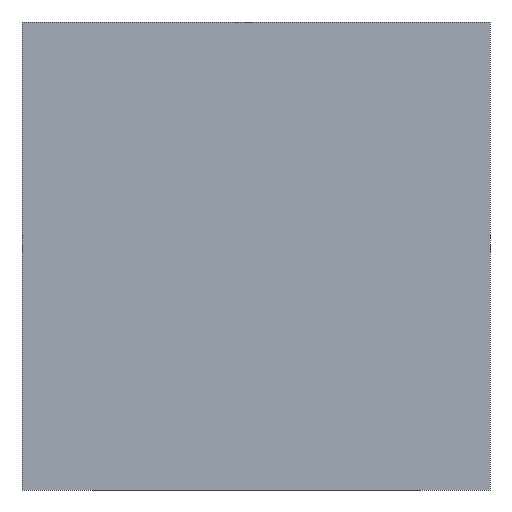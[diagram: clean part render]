
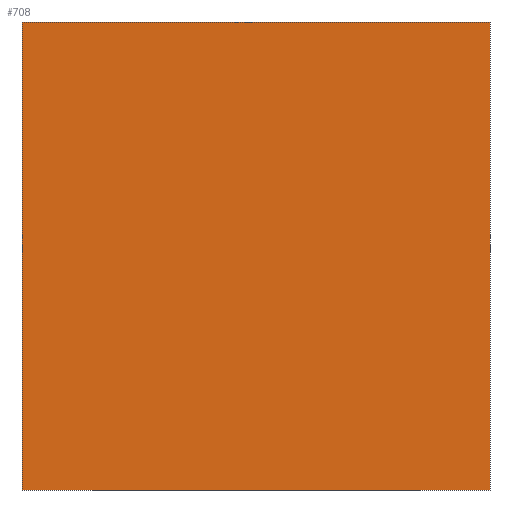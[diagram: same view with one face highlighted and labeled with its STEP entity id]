
A CAD part, front view. The second image highlights one B-rep face of the part: STEP entity #708.
In plain terms, the highlighted planar face has unit normal (0, -1, 0).
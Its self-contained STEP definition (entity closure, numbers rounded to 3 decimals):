
#645=CARTESIAN_POINT('',(9.5,-4.5,0.0));
#646=VERTEX_POINT('',#645);
#661=CARTESIAN_POINT('',(9.5,-4.5,19.0));
#662=VERTEX_POINT('',#661);
#669=CARTESIAN_POINT('',(9.5,-4.5,0.0));
#670=DIRECTION('',(0.0,0.0,1.0));
#671=VECTOR('',#670,19.0);
#672=LINE('',#669,#671);
#673=EDGE_CURVE('',#646,#662,#672,.T.);
#678=CARTESIAN_POINT('',(-9.5,-4.5,0.0));
#679=DIRECTION('',(0.0,-1.0,0.0));
#680=DIRECTION('',(1.0,0.0,0.0));
#681=AXIS2_PLACEMENT_3D('',#678,#679,#680);
#682=PLANE('',#681);
#683=CARTESIAN_POINT('',(-9.5,-4.5,0.0));
#684=VERTEX_POINT('',#683);
#685=CARTESIAN_POINT('',(9.5,-4.5,0.0));
#686=DIRECTION('',(-1.0,0.0,0.0));
#687=VECTOR('',#686,19.0);
#688=LINE('',#685,#687);
#689=EDGE_CURVE('',#646,#684,#688,.T.);
#690=ORIENTED_EDGE('',*,*,#689,.F.);
#691=ORIENTED_EDGE('',*,*,#673,.T.);
#692=CARTESIAN_POINT('',(-9.5,-4.5,19.0));
#693=VERTEX_POINT('',#692);
#694=CARTESIAN_POINT('',(-9.5,-4.5,19.0));
#695=DIRECTION('',(1.0,0.0,0.0));
#696=VECTOR('',#695,19.0);
#697=LINE('',#694,#696);
#698=EDGE_CURVE('',#693,#662,#697,.T.);
#699=ORIENTED_EDGE('',*,*,#698,.F.);
#700=CARTESIAN_POINT('',(-9.5,-4.5,0.0));
#701=DIRECTION('',(0.0,0.0,1.0));
#702=VECTOR('',#701,19.0);
#703=LINE('',#700,#702);
#704=EDGE_CURVE('',#684,#693,#703,.T.);
#705=ORIENTED_EDGE('',*,*,#704,.F.);
#706=EDGE_LOOP('',(#690,#691,#699,#705));
#707=FACE_OUTER_BOUND('',#706,.T.);
#708=ADVANCED_FACE('',(#707),#682,.T.);
